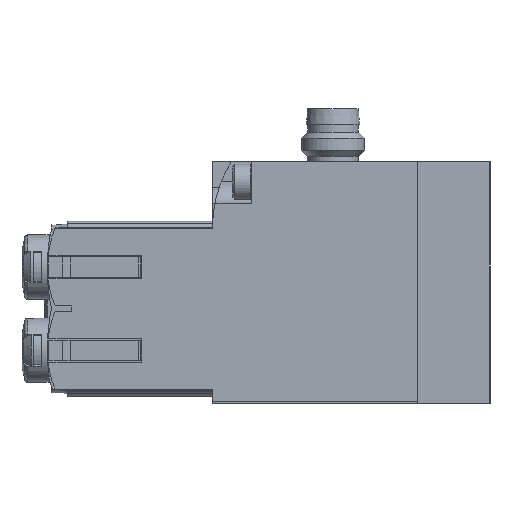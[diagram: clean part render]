
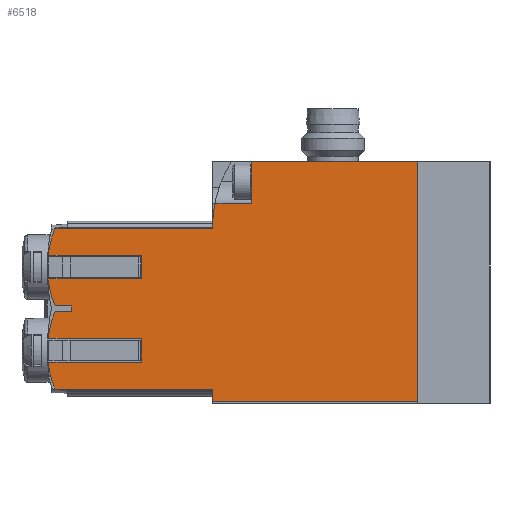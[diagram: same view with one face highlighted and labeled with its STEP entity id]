
A CAD part, left-side view. The second image highlights one B-rep face of the part: STEP entity #6518.
In plain terms, the highlighted planar face has unit normal (-1, 0, 0).
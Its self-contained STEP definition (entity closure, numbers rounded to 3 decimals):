
#154=LINE('',#10408,#651);
#166=LINE('',#10431,#663);
#167=LINE('',#10433,#664);
#168=LINE('',#10437,#665);
#169=LINE('',#10439,#666);
#170=LINE('',#10441,#667);
#171=LINE('',#10445,#668);
#172=LINE('',#10447,#669);
#173=LINE('',#10449,#670);
#174=LINE('',#10453,#671);
#175=LINE('',#10455,#672);
#176=LINE('',#10457,#673);
#177=LINE('',#10461,#674);
#178=LINE('',#10463,#675);
#179=LINE('',#10465,#676);
#180=LINE('',#10467,#677);
#181=LINE('',#10468,#678);
#651=VECTOR('',#8148,1000.);
#663=VECTOR('',#8164,1000.);
#664=VECTOR('',#8165,1000.);
#665=VECTOR('',#8168,1000.);
#666=VECTOR('',#8169,1000.);
#667=VECTOR('',#8170,1000.);
#668=VECTOR('',#8173,1000.);
#669=VECTOR('',#8174,1000.);
#670=VECTOR('',#8175,1000.);
#671=VECTOR('',#8178,1000.);
#672=VECTOR('',#8179,1000.);
#673=VECTOR('',#8180,1000.);
#674=VECTOR('',#8183,1000.);
#675=VECTOR('',#8184,1000.);
#676=VECTOR('',#8185,1000.);
#677=VECTOR('',#8186,1000.);
#678=VECTOR('',#8187,1000.);
#1115=PLANE('',#7112);
#1832=ORIENTED_EDGE('',*,*,#3393,.F.);
#1833=ORIENTED_EDGE('',*,*,#3372,.F.);
#1834=ORIENTED_EDGE('',*,*,#3394,.F.);
#1835=ORIENTED_EDGE('',*,*,#3395,.F.);
#1836=ORIENTED_EDGE('',*,*,#3396,.F.);
#1837=ORIENTED_EDGE('',*,*,#3397,.F.);
#1838=ORIENTED_EDGE('',*,*,#3398,.F.);
#1839=ORIENTED_EDGE('',*,*,#3399,.F.);
#1840=ORIENTED_EDGE('',*,*,#3400,.F.);
#1841=ORIENTED_EDGE('',*,*,#3401,.F.);
#1842=ORIENTED_EDGE('',*,*,#3402,.F.);
#1843=ORIENTED_EDGE('',*,*,#3403,.F.);
#1844=ORIENTED_EDGE('',*,*,#3404,.F.);
#1845=ORIENTED_EDGE('',*,*,#3405,.F.);
#1846=ORIENTED_EDGE('',*,*,#3406,.F.);
#1847=ORIENTED_EDGE('',*,*,#3407,.F.);
#1848=ORIENTED_EDGE('',*,*,#3408,.F.);
#1849=ORIENTED_EDGE('',*,*,#3409,.F.);
#1850=ORIENTED_EDGE('',*,*,#3410,.F.);
#1851=ORIENTED_EDGE('',*,*,#3411,.F.);
#1852=ORIENTED_EDGE('',*,*,#3381,.F.);
#1853=ORIENTED_EDGE('',*,*,#3412,.F.);
#3372=EDGE_CURVE('',#4224,#4225,#4802,.T.);
#3381=EDGE_CURVE('',#4232,#4233,#154,.T.);
#3393=EDGE_CURVE('',#4225,#4242,#166,.T.);
#3394=EDGE_CURVE('',#4243,#4224,#167,.T.);
#3395=EDGE_CURVE('',#4244,#4243,#4805,.T.);
#3396=EDGE_CURVE('',#4245,#4244,#168,.T.);
#3397=EDGE_CURVE('',#4246,#4245,#169,.T.);
#3398=EDGE_CURVE('',#4247,#4246,#170,.T.);
#3399=EDGE_CURVE('',#4248,#4247,#4806,.T.);
#3400=EDGE_CURVE('',#4249,#4248,#171,.T.);
#3401=EDGE_CURVE('',#4250,#4249,#172,.T.);
#3402=EDGE_CURVE('',#4251,#4250,#173,.T.);
#3403=EDGE_CURVE('',#4252,#4251,#4807,.T.);
#3404=EDGE_CURVE('',#4253,#4252,#174,.T.);
#3405=EDGE_CURVE('',#4254,#4253,#175,.T.);
#3406=EDGE_CURVE('',#4255,#4254,#176,.T.);
#3407=EDGE_CURVE('',#4256,#4255,#4808,.T.);
#3408=EDGE_CURVE('',#4257,#4256,#177,.T.);
#3409=EDGE_CURVE('',#4258,#4257,#178,.T.);
#3410=EDGE_CURVE('',#4259,#4258,#179,.T.);
#3411=EDGE_CURVE('',#4233,#4259,#180,.T.);
#3412=EDGE_CURVE('',#4242,#4232,#181,.T.);
#4224=VERTEX_POINT('',#10385);
#4225=VERTEX_POINT('',#10387);
#4232=VERTEX_POINT('',#10407);
#4233=VERTEX_POINT('',#10409);
#4242=VERTEX_POINT('',#10432);
#4243=VERTEX_POINT('',#10434);
#4244=VERTEX_POINT('',#10436);
#4245=VERTEX_POINT('',#10438);
#4246=VERTEX_POINT('',#10440);
#4247=VERTEX_POINT('',#10442);
#4248=VERTEX_POINT('',#10444);
#4249=VERTEX_POINT('',#10446);
#4250=VERTEX_POINT('',#10448);
#4251=VERTEX_POINT('',#10450);
#4252=VERTEX_POINT('',#10452);
#4253=VERTEX_POINT('',#10454);
#4254=VERTEX_POINT('',#10456);
#4255=VERTEX_POINT('',#10458);
#4256=VERTEX_POINT('',#10460);
#4257=VERTEX_POINT('',#10462);
#4258=VERTEX_POINT('',#10464);
#4259=VERTEX_POINT('',#10466);
#4802=CIRCLE('',#7107,16.);
#4805=CIRCLE('',#7113,12.5);
#4806=CIRCLE('',#7114,12.5);
#4807=CIRCLE('',#7115,12.5);
#4808=CIRCLE('',#7116,12.5);
#5241=EDGE_LOOP('',(#1832,#1833,#1834,#1835,#1836,#1837,#1838,#1839,#1840,
#1841,#1842,#1843,#1844,#1845,#1846,#1847,#1848,#1849,#1850,#1851,#1852,
#1853));
#5886=FACE_BOUND('',#5241,.T.);
#6518=ADVANCED_FACE('',(#5886),#1115,.F.);
#7107=AXIS2_PLACEMENT_3D('',#10386,#8135,#8136);
#7112=AXIS2_PLACEMENT_3D('',#10430,#8162,#8163);
#7113=AXIS2_PLACEMENT_3D('',#10435,#8166,#8167);
#7114=AXIS2_PLACEMENT_3D('',#10443,#8171,#8172);
#7115=AXIS2_PLACEMENT_3D('',#10451,#8176,#8177);
#7116=AXIS2_PLACEMENT_3D('',#10459,#8181,#8182);
#8135=DIRECTION('',(1.,0.,0.));
#8136=DIRECTION('',(0.,0.,-1.));
#8148=DIRECTION('',(0.,-1.,0.));
#8162=DIRECTION('',(1.,0.,0.));
#8163=DIRECTION('',(0.,0.,-1.));
#8164=DIRECTION('',(0.,-1.,0.));
#8165=DIRECTION('',(0.,-1.,0.));
#8166=DIRECTION('',(1.,0.,0.));
#8167=DIRECTION('',(0.,0.,-1.));
#8168=DIRECTION('',(0.,1.,0.));
#8169=DIRECTION('',(0.,0.,1.));
#8170=DIRECTION('',(0.,-1.,0.));
#8171=DIRECTION('',(1.,0.,0.));
#8172=DIRECTION('',(0.,0.,-1.));
#8173=DIRECTION('',(0.,1.,0.));
#8174=DIRECTION('',(0.,0.,1.));
#8175=DIRECTION('',(0.,-1.,0.));
#8176=DIRECTION('',(1.,0.,0.));
#8177=DIRECTION('',(0.,0.,-1.));
#8178=DIRECTION('',(0.,1.,0.));
#8179=DIRECTION('',(0.,0.,1.));
#8180=DIRECTION('',(0.,-1.,0.));
#8181=DIRECTION('',(1.,0.,0.));
#8182=DIRECTION('',(0.,0.,-1.));
#8183=DIRECTION('',(0.,1.,0.));
#8184=DIRECTION('',(0.,0.,1.));
#8185=DIRECTION('',(0.,1.,0.));
#8186=DIRECTION('',(0.,0.,-1.));
#8187=DIRECTION('',(0.,0.,1.));
#10385=CARTESIAN_POINT('',(0.,25.9,6.7));
#10386=CARTESIAN_POINT('',(0.,9.9,6.704));
#10387=CARTESIAN_POINT('',(0.,25.598,9.8));
#10407=CARTESIAN_POINT('',(0.,21.,15.1));
#10408=CARTESIAN_POINT('',(0.,23.52,15.1));
#10409=CARTESIAN_POINT('',(0.,0.,15.1));
#10430=CARTESIAN_POINT('',(0.,9.9,6.704));
#10431=CARTESIAN_POINT('',(0.,9.9,9.8));
#10432=CARTESIAN_POINT('',(0.,21.,9.8));
#10433=CARTESIAN_POINT('',(0.,45.75,6.7));
#10434=CARTESIAN_POINT('',(0.,45.75,6.7));
#10435=CARTESIAN_POINT('',(0.,34.25,1.8));
#10436=CARTESIAN_POINT('',(0.,46.66,3.3));
#10437=CARTESIAN_POINT('',(0.,34.9,3.3));
#10438=CARTESIAN_POINT('',(0.,34.9,3.3));
#10439=CARTESIAN_POINT('',(0.,34.9,0.3));
#10440=CARTESIAN_POINT('',(0.,34.9,0.3));
#10441=CARTESIAN_POINT('',(0.,46.66,0.3));
#10442=CARTESIAN_POINT('',(0.,46.66,0.3));
#10443=CARTESIAN_POINT('',(0.,34.25,1.8));
#10444=CARTESIAN_POINT('',(0.,45.75,-3.1));
#10445=CARTESIAN_POINT('',(0.,43.72,-3.1));
#10446=CARTESIAN_POINT('',(0.,43.72,-3.1));
#10447=CARTESIAN_POINT('',(0.,43.72,-3.8));
#10448=CARTESIAN_POINT('',(0.,43.72,-3.8));
#10449=CARTESIAN_POINT('',(0.,45.75,-3.8));
#10450=CARTESIAN_POINT('',(0.,45.75,-3.8));
#10451=CARTESIAN_POINT('',(0.,34.25,-8.7));
#10452=CARTESIAN_POINT('',(0.,46.66,-7.2));
#10453=CARTESIAN_POINT('',(0.,34.9,-7.2));
#10454=CARTESIAN_POINT('',(0.,34.9,-7.2));
#10455=CARTESIAN_POINT('',(0.,34.9,-10.2));
#10456=CARTESIAN_POINT('',(0.,34.9,-10.2));
#10457=CARTESIAN_POINT('',(0.,46.66,-10.2));
#10458=CARTESIAN_POINT('',(0.,46.66,-10.2));
#10459=CARTESIAN_POINT('',(0.,34.25,-8.7));
#10460=CARTESIAN_POINT('',(0.,45.75,-13.6));
#10461=CARTESIAN_POINT('',(0.,25.9,-13.6));
#10462=CARTESIAN_POINT('',(0.,25.9,-13.6));
#10463=CARTESIAN_POINT('',(0.,25.9,-15.1));
#10464=CARTESIAN_POINT('',(0.,25.9,-15.1));
#10465=CARTESIAN_POINT('',(0.,0.,-15.1));
#10466=CARTESIAN_POINT('',(0.,0.,-15.1));
#10467=CARTESIAN_POINT('',(0.,0.,15.1));
#10468=CARTESIAN_POINT('',(0.,21.,6.704));
